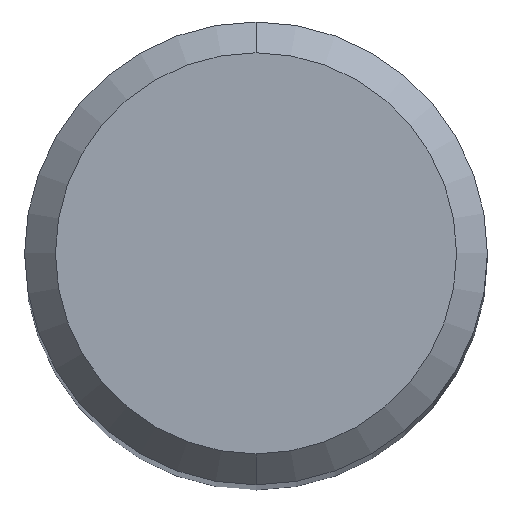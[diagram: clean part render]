
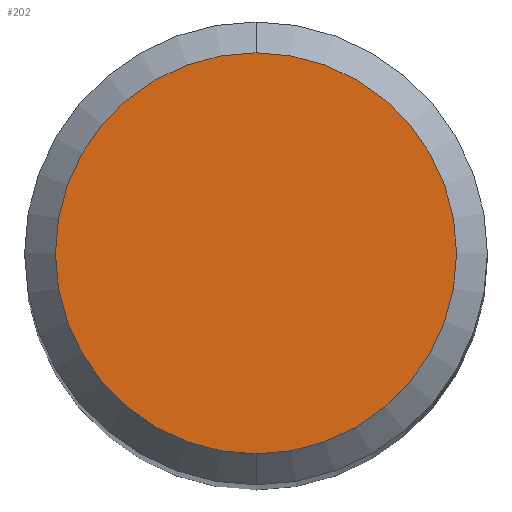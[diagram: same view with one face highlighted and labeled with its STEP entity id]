
A CAD part, top view. The second image highlights one B-rep face of the part: STEP entity #202.
In plain terms, the highlighted planar face has unit normal (0, 0, 1).
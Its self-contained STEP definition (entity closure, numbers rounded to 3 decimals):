
#130=EDGE_CURVE('',#220,#176,#290,.T.);
#152=EDGE_CURVE('',#176,#220,#318,.T.);
#176=VERTEX_POINT('',#345);
#202=ADVANCED_FACE('',(#373),#374,.T.);
#220=VERTEX_POINT('',#393);
#290=CIRCLE('',#467,2.6);
#318=CIRCLE('',#499,2.6);
#345=CARTESIAN_POINT('',(0.,-2.6,0.0));
#373=FACE_OUTER_BOUND('',#570,.T.);
#374=PLANE('',#571);
#393=CARTESIAN_POINT('',(0.0,2.6,0.0));
#467=AXIS2_PLACEMENT_3D('',#659,#660,#661);
#499=AXIS2_PLACEMENT_3D('',#712,#713,#714);
#570=EDGE_LOOP('',(#777,#778));
#571=AXIS2_PLACEMENT_3D('',#779,#780,#781);
#659=CARTESIAN_POINT('',(0.0,0.0,0.0));
#660=DIRECTION('',(0.0,0.0,-1.0));
#661=DIRECTION('',(0.0,1.0,0.0));
#712=CARTESIAN_POINT('',(0.0,0.0,0.0));
#713=DIRECTION('',(0.0,0.0,-1.0));
#714=DIRECTION('',(0.0,1.0,0.0));
#777=ORIENTED_EDGE('',*,*,#130,.F.);
#778=ORIENTED_EDGE('',*,*,#152,.F.);
#779=CARTESIAN_POINT('',(0.0,1.3,0.0));
#780=DIRECTION('',(-0.0,0.0,1.0));
#781=DIRECTION('',(0.0,-1.0,0.0));
